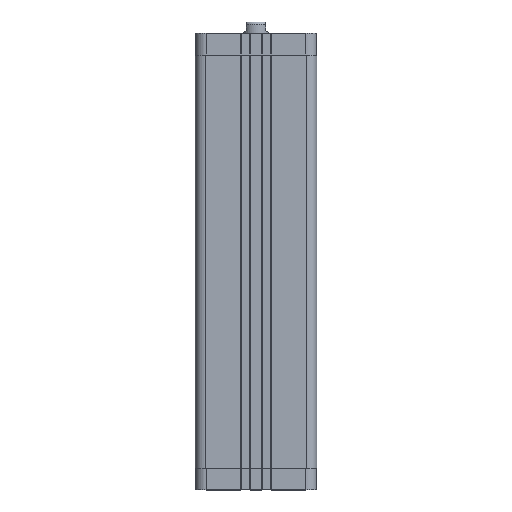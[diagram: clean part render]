
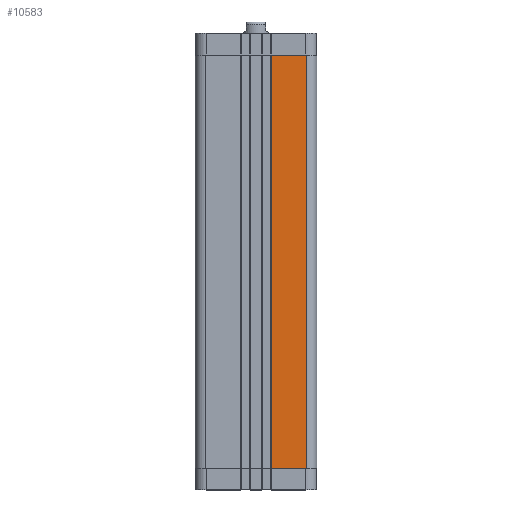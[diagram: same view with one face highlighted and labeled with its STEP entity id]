
A CAD part, top view. The second image highlights one B-rep face of the part: STEP entity #10583.
In plain terms, the highlighted planar face has unit normal (0, 0, 1).
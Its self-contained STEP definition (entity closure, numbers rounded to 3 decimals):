
#7420=CARTESIAN_POINT('',(10.25,135.75,40.));
#7421=VERTEX_POINT('',#7420);
#7429=CARTESIAN_POINT('',(33.,135.75,40.));
#7430=VERTEX_POINT('',#7429);
#7431=CARTESIAN_POINT('',(33.,135.75,40.));
#7432=DIRECTION('',(-1.0,0.0,0.0));
#7433=VECTOR('',#7432,22.75);
#7434=LINE('',#7431,#7433);
#7435=EDGE_CURVE('',#7430,#7421,#7434,.T.);
#9773=CARTESIAN_POINT('',(33.,-135.75,40.));
#9774=VERTEX_POINT('',#9773);
#9782=CARTESIAN_POINT('',(10.25,-135.75,40.));
#9783=VERTEX_POINT('',#9782);
#9784=CARTESIAN_POINT('',(10.25,-135.75,40.));
#9785=DIRECTION('',(1.0,0.0,0.0));
#9786=VECTOR('',#9785,22.75);
#9787=LINE('',#9784,#9786);
#9788=EDGE_CURVE('',#9783,#9774,#9787,.T.);
#10556=CARTESIAN_POINT('',(33.,-135.75,40.));
#10557=DIRECTION('',(0.0,1.0,0.0));
#10558=VECTOR('',#10557,271.5);
#10559=LINE('',#10556,#10558);
#10560=EDGE_CURVE('',#9774,#7430,#10559,.T.);
#10567=CARTESIAN_POINT('',(33.,0.0,40.));
#10568=DIRECTION('',(0.0,0.0,1.0));
#10569=DIRECTION('',(1.0,0.0,0.0));
#10570=AXIS2_PLACEMENT_3D('',#10567,#10568,#10569);
#10571=PLANE('',#10570);
#10572=ORIENTED_EDGE('',*,*,#7435,.T.);
#10573=CARTESIAN_POINT('',(10.25,-135.75,40.));
#10574=DIRECTION('',(0.0,1.0,0.0));
#10575=VECTOR('',#10574,271.5);
#10576=LINE('',#10573,#10575);
#10577=EDGE_CURVE('',#9783,#7421,#10576,.T.);
#10578=ORIENTED_EDGE('',*,*,#10577,.F.);
#10579=ORIENTED_EDGE('',*,*,#9788,.T.);
#10580=ORIENTED_EDGE('',*,*,#10560,.T.);
#10581=EDGE_LOOP('',(#10572,#10578,#10579,#10580));
#10582=FACE_OUTER_BOUND('',#10581,.T.);
#10583=ADVANCED_FACE('',(#10582),#10571,.T.);
